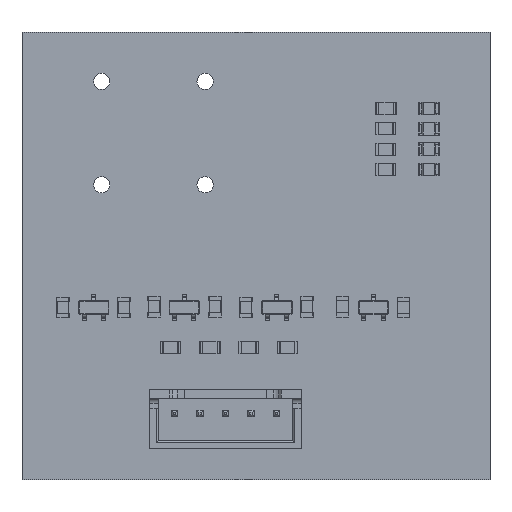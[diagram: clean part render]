
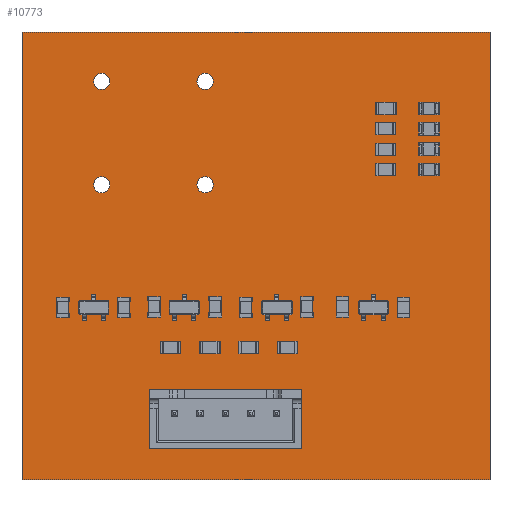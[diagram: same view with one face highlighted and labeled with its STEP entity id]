
A CAD part, top view. The second image highlights one B-rep face of the part: STEP entity #10773.
In plain terms, the highlighted planar face has unit normal (0, 0, 1).
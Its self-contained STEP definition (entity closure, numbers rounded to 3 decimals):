
#10562 = VERTEX_POINT('',#10563);
#10563 = CARTESIAN_POINT('',(66.,-72.,1.6));
#10569 = EDGE_CURVE('',#10562,#10570,#10572,.T.);
#10570 = VERTEX_POINT('',#10571);
#10571 = CARTESIAN_POINT('',(20.,-72.,1.6));
#10572 = LINE('',#10573,#10574);
#10573 = CARTESIAN_POINT('',(66.,-72.,1.6));
#10574 = VECTOR('',#10575,1.);
#10575 = DIRECTION('',(-1.,0.,0.));
#10602 = VERTEX_POINT('',#10603);
#10603 = CARTESIAN_POINT('',(66.,-28.,1.6));
#10609 = EDGE_CURVE('',#10602,#10562,#10610,.T.);
#10610 = LINE('',#10611,#10612);
#10611 = CARTESIAN_POINT('',(66.,-28.,1.6));
#10612 = VECTOR('',#10613,1.);
#10613 = DIRECTION('',(0.,-1.,0.));
#10631 = EDGE_CURVE('',#10570,#10632,#10634,.T.);
#10632 = VERTEX_POINT('',#10633);
#10633 = CARTESIAN_POINT('',(20.,-28.,1.6));
#10634 = LINE('',#10635,#10636);
#10635 = CARTESIAN_POINT('',(20.,-72.,1.6));
#10636 = VECTOR('',#10637,1.);
#10637 = DIRECTION('',(0.,1.,0.));
#10773 = ADVANCED_FACE('',(#10774,#10785,#10796,#10807,#10818,#10829,
    #10840,#10851,#10862,#10873),#10884,.T.);
#10774 = FACE_BOUND('',#10775,.T.);
#10775 = EDGE_LOOP('',(#10776,#10777,#10778,#10784));
#10776 = ORIENTED_EDGE('',*,*,#10569,.F.);
#10777 = ORIENTED_EDGE('',*,*,#10609,.F.);
#10778 = ORIENTED_EDGE('',*,*,#10779,.F.);
#10779 = EDGE_CURVE('',#10632,#10602,#10780,.T.);
#10780 = LINE('',#10781,#10782);
#10781 = CARTESIAN_POINT('',(20.,-28.,1.6));
#10782 = VECTOR('',#10783,1.);
#10783 = DIRECTION('',(1.,0.,0.));
#10784 = ORIENTED_EDGE('',*,*,#10631,.F.);
#10785 = FACE_BOUND('',#10786,.T.);
#10786 = EDGE_LOOP('',(#10787));
#10787 = ORIENTED_EDGE('',*,*,#10788,.T.);
#10788 = EDGE_CURVE('',#10789,#10789,#10791,.T.);
#10789 = VERTEX_POINT('',#10790);
#10790 = CARTESIAN_POINT('',(35.,-65.975,1.6));
#10791 = CIRCLE('',#10792,0.475);
#10792 = AXIS2_PLACEMENT_3D('',#10793,#10794,#10795);
#10793 = CARTESIAN_POINT('',(35.,-65.5,1.6));
#10794 = DIRECTION('',(-0.,0.,-1.));
#10795 = DIRECTION('',(-0.,-1.,0.));
#10796 = FACE_BOUND('',#10797,.T.);
#10797 = EDGE_LOOP('',(#10798));
#10798 = ORIENTED_EDGE('',*,*,#10799,.T.);
#10799 = EDGE_CURVE('',#10800,#10800,#10802,.T.);
#10800 = VERTEX_POINT('',#10801);
#10801 = CARTESIAN_POINT('',(37.5,-65.975,1.6));
#10802 = CIRCLE('',#10803,0.475);
#10803 = AXIS2_PLACEMENT_3D('',#10804,#10805,#10806);
#10804 = CARTESIAN_POINT('',(37.5,-65.5,1.6));
#10805 = DIRECTION('',(-0.,0.,-1.));
#10806 = DIRECTION('',(-0.,-1.,0.));
#10807 = FACE_BOUND('',#10808,.T.);
#10808 = EDGE_LOOP('',(#10809));
#10809 = ORIENTED_EDGE('',*,*,#10810,.T.);
#10810 = EDGE_CURVE('',#10811,#10811,#10813,.T.);
#10811 = VERTEX_POINT('',#10812);
#10812 = CARTESIAN_POINT('',(40.,-65.975,1.6));
#10813 = CIRCLE('',#10814,0.475);
#10814 = AXIS2_PLACEMENT_3D('',#10815,#10816,#10817);
#10815 = CARTESIAN_POINT('',(40.,-65.5,1.6));
#10816 = DIRECTION('',(-0.,0.,-1.));
#10817 = DIRECTION('',(-0.,-1.,0.));
#10818 = FACE_BOUND('',#10819,.T.);
#10819 = EDGE_LOOP('',(#10820));
#10820 = ORIENTED_EDGE('',*,*,#10821,.T.);
#10821 = EDGE_CURVE('',#10822,#10822,#10824,.T.);
#10822 = VERTEX_POINT('',#10823);
#10823 = CARTESIAN_POINT('',(42.5,-65.975,1.6));
#10824 = CIRCLE('',#10825,0.475);
#10825 = AXIS2_PLACEMENT_3D('',#10826,#10827,#10828);
#10826 = CARTESIAN_POINT('',(42.5,-65.5,1.6));
#10827 = DIRECTION('',(-0.,0.,-1.));
#10828 = DIRECTION('',(-0.,-1.,0.));
#10829 = FACE_BOUND('',#10830,.T.);
#10830 = EDGE_LOOP('',(#10831));
#10831 = ORIENTED_EDGE('',*,*,#10832,.T.);
#10832 = EDGE_CURVE('',#10833,#10833,#10835,.T.);
#10833 = VERTEX_POINT('',#10834);
#10834 = CARTESIAN_POINT('',(45.,-65.975,1.6));
#10835 = CIRCLE('',#10836,0.475);
#10836 = AXIS2_PLACEMENT_3D('',#10837,#10838,#10839);
#10837 = CARTESIAN_POINT('',(45.,-65.5,1.6));
#10838 = DIRECTION('',(-0.,0.,-1.));
#10839 = DIRECTION('',(-0.,-1.,0.));
#10840 = FACE_BOUND('',#10841,.T.);
#10841 = EDGE_LOOP('',(#10842));
#10842 = ORIENTED_EDGE('',*,*,#10843,.T.);
#10843 = EDGE_CURVE('',#10844,#10844,#10846,.T.);
#10844 = VERTEX_POINT('',#10845);
#10845 = CARTESIAN_POINT('',(27.84,-43.8,1.6));
#10846 = CIRCLE('',#10847,0.8);
#10847 = AXIS2_PLACEMENT_3D('',#10848,#10849,#10850);
#10848 = CARTESIAN_POINT('',(27.84,-43.,1.6));
#10849 = DIRECTION('',(-0.,0.,-1.));
#10850 = DIRECTION('',(-0.,-1.,0.));
#10851 = FACE_BOUND('',#10852,.T.);
#10852 = EDGE_LOOP('',(#10853));
#10853 = ORIENTED_EDGE('',*,*,#10854,.T.);
#10854 = EDGE_CURVE('',#10855,#10855,#10857,.T.);
#10855 = VERTEX_POINT('',#10856);
#10856 = CARTESIAN_POINT('',(27.84,-33.64,1.6));
#10857 = CIRCLE('',#10858,0.8);
#10858 = AXIS2_PLACEMENT_3D('',#10859,#10860,#10861);
#10859 = CARTESIAN_POINT('',(27.84,-32.84,1.6));
#10860 = DIRECTION('',(-0.,0.,-1.));
#10861 = DIRECTION('',(-0.,-1.,0.));
#10862 = FACE_BOUND('',#10863,.T.);
#10863 = EDGE_LOOP('',(#10864));
#10864 = ORIENTED_EDGE('',*,*,#10865,.T.);
#10865 = EDGE_CURVE('',#10866,#10866,#10868,.T.);
#10866 = VERTEX_POINT('',#10867);
#10867 = CARTESIAN_POINT('',(38.,-43.8,1.6));
#10868 = CIRCLE('',#10869,0.8);
#10869 = AXIS2_PLACEMENT_3D('',#10870,#10871,#10872);
#10870 = CARTESIAN_POINT('',(38.,-43.,1.6));
#10871 = DIRECTION('',(-0.,0.,-1.));
#10872 = DIRECTION('',(-0.,-1.,0.));
#10873 = FACE_BOUND('',#10874,.T.);
#10874 = EDGE_LOOP('',(#10875));
#10875 = ORIENTED_EDGE('',*,*,#10876,.T.);
#10876 = EDGE_CURVE('',#10877,#10877,#10879,.T.);
#10877 = VERTEX_POINT('',#10878);
#10878 = CARTESIAN_POINT('',(38.,-33.64,1.6));
#10879 = CIRCLE('',#10880,0.8);
#10880 = AXIS2_PLACEMENT_3D('',#10881,#10882,#10883);
#10881 = CARTESIAN_POINT('',(38.,-32.84,1.6));
#10882 = DIRECTION('',(-0.,0.,-1.));
#10883 = DIRECTION('',(-0.,-1.,0.));
#10884 = PLANE('',#10885);
#10885 = AXIS2_PLACEMENT_3D('',#10886,#10887,#10888);
#10886 = CARTESIAN_POINT('',(0.,0.,1.6));
#10887 = DIRECTION('',(0.,0.,1.));
#10888 = DIRECTION('',(1.,0.,-0.));
